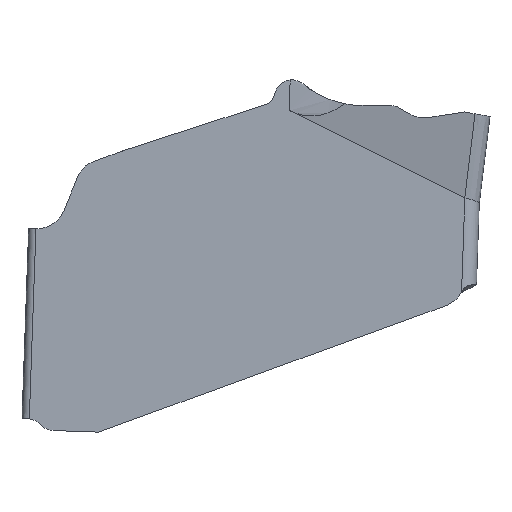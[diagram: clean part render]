
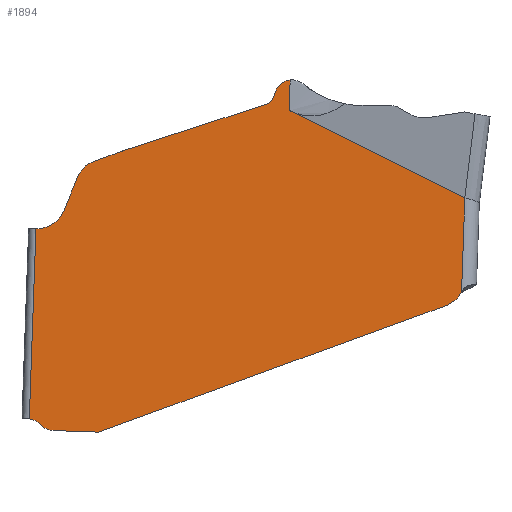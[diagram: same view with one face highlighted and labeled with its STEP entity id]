
A CAD part, left-side view. The second image highlights one B-rep face of the part: STEP entity #1894.
In plain terms, the highlighted planar face has unit normal (-1, 0, 0).
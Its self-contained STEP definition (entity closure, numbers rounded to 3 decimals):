
#153=CARTESIAN_POINT('',(-2.2,0.69,-2.226));
#154=CARTESIAN_POINT('',(-2.2,0.689,-2.226));
#155=CARTESIAN_POINT('',(-2.2,0.689,-2.226));
#156=CARTESIAN_POINT('',(-2.2,0.689,-2.226));
#157=CARTESIAN_POINT('',(-2.2,0.688,-2.226));
#158=CARTESIAN_POINT('',(-2.2,0.688,-2.226));
#306=CARTESIAN_POINT('',(-2.2,11.925,-8.089));
#307=DIRECTION('',(-1.,0.,0.));
#308=DIRECTION('',(0.,0.738,-0.675));
#309=AXIS2_PLACEMENT_3D('',#306,#307,#308);
#314=CARTESIAN_POINT('',(-2.2,12.664,-8.763));
#315=DIRECTION('',(1.,0.,0.));
#316=DIRECTION('',(0.,-0.135,0.991));
#317=AXIS2_PLACEMENT_3D('',#314,#315,#316);
#322=CARTESIAN_POINT('',(-2.2,12.387,-2.269));
#323=DIRECTION('',(1.,0.,0.));
#324=DIRECTION('',(0.,-0.927,-0.375));
#325=AXIS2_PLACEMENT_3D('',#322,#323,#324);
#330=DIRECTION('',(0.,0.375,-0.927));
#331=VECTOR('',#330,0.964);
#332=CARTESIAN_POINT('',(-2.2,11.284,-1.675));
#333=LINE('',#332,#331);
#337=CARTESIAN_POINT('',(-2.2,10.542,-1.975));
#338=DIRECTION('',(-1.,0.,0.));
#339=DIRECTION('',(0.,0.342,0.94));
#340=AXIS2_PLACEMENT_3D('',#337,#338,#339);
#345=DIRECTION('',(0.,0.94,-0.342));
#346=VECTOR('',#345,0.783);
#347=CARTESIAN_POINT('',(-2.2,10.08,-0.955));
#348=LINE('',#347,#346);
#352=CARTESIAN_POINT('',(-2.2,9.738,-1.895));
#353=DIRECTION('',(-1.,0.,0.));
#354=DIRECTION('',(0.,0.309,0.951));
#355=AXIS2_PLACEMENT_3D('',#352,#353,#354);
#360=DIRECTION('',(0.,0.951,-0.309));
#361=VECTOR('',#360,4.159);
#362=CARTESIAN_POINT('',(-2.2,6.092,0.341));
#363=LINE('',#362,#361);
#367=CARTESIAN_POINT('',(-2.2,6.169,0.579));
#368=DIRECTION('',(1.,0.,0.));
#369=DIRECTION('',(0.,-0.94,-0.342));
#370=AXIS2_PLACEMENT_3D('',#367,#368,#369);
#375=DIRECTION('',(0.,0.342,-0.94));
#376=VECTOR('',#375,0.206);
#377=CARTESIAN_POINT('',(-2.2,5.864,0.687));
#378=LINE('',#377,#376);
#382=CARTESIAN_POINT('',(-2.2,5.417,0.525));
#383=DIRECTION('',(-1.,0.,0.));
#384=DIRECTION('',(0.,0.098,0.995));
#385=AXIS2_PLACEMENT_3D('',#382,#383,#384);
#390=DIRECTION('',(0.,0.895,0.445));
#391=VECTOR('',#390,5.364);
#392=CARTESIAN_POINT('',(-2.2,0.69,-2.226));
#393=LINE('',#392,#391);
#397=DIRECTION('',(0.,-0.5,0.866));
#398=VECTOR('',#397,0.004);
#399=CARTESIAN_POINT('',(-2.2,0.781,-4.821));
#400=LINE('',#399,#398);
#404=CARTESIAN_POINT('',(-2.2,1.474,-4.421));
#405=DIRECTION('',(-1.,0.,0.));
#406=DIRECTION('',(0.,-0.342,-0.94));
#407=AXIS2_PLACEMENT_3D('',#404,#405,#406);
#412=DIRECTION('',(0.,-0.94,0.342));
#413=VECTOR('',#412,3.81);
#414=CARTESIAN_POINT('',(-2.2,4.781,-6.476));
#415=LINE('',#414,#413);
#419=DIRECTION('',(0.,-0.94,0.342));
#420=VECTOR('',#419,2.586);
#421=CARTESIAN_POINT('',(-2.2,7.211,-7.36));
#422=LINE('',#421,#420);
#426=DIRECTION('',(0.,-0.94,0.342));
#427=VECTOR('',#426,3.718);
#428=CARTESIAN_POINT('',(-2.2,10.704,-8.632));
#429=LINE('',#428,#427);
#433=DIRECTION('',(0.,-0.999,-0.035));
#434=VECTOR('',#433,1.239);
#435=CARTESIAN_POINT('',(-2.2,11.943,-8.588));
#436=LINE('',#435,#434);
#683=DIRECTION('',(0.,-0.035,0.999));
#684=VECTOR('',#683,5.202);
#685=CARTESIAN_POINT('',(-2.2,12.596,-8.268));
#686=LINE('',#685,#684);
#1080=DIRECTION('',(0.,0.035,-0.999));
#1081=VECTOR('',#1080,2.592);
#1082=CARTESIAN_POINT('',(-2.2,0.688,-2.226));
#1083=LINE('',#1082,#1081);
#1247=CARTESIAN_POINT('',(-2.2,5.493,0.162));
#1255=DIRECTION('',(0.,0.035,-0.999));
#1256=VECTOR('',#1255,0.836);
#1257=CARTESIAN_POINT('',(-2.2,5.464,
0.998));
#1258=LINE('',#1257,#1256);
#1299=VERTEX_POINT('',#1247);
#1300=CARTESIAN_POINT('',(-2.2,0.69,-2.226));
#1301=VERTEX_POINT('',#1300);
#1302=VERTEX_POINT('',#158);
#1316=CARTESIAN_POINT('',(-2.2,0.781,-4.821));
#1318=VERTEX_POINT('',#1316);
#1330=CARTESIAN_POINT('',(-2.2,0.779,
-4.817));
#1331=VERTEX_POINT('',#1330);
#1332=CARTESIAN_POINT('',(-2.2,12.294,-8.426));
#1333=CARTESIAN_POINT('',(-2.2,11.943,-8.588));
#1334=VERTEX_POINT('',#1332);
#1335=VERTEX_POINT('',#1333);
#1336=CARTESIAN_POINT('',(-2.2,10.704,-8.632));
#1337=VERTEX_POINT('',#1336);
#1338=CARTESIAN_POINT('',(-2.2,7.211,-7.36));
#1339=VERTEX_POINT('',#1338);
#1340=CARTESIAN_POINT('',(-2.2,4.781,-6.476));
#1341=VERTEX_POINT('',#1340);
#1342=CARTESIAN_POINT('',(-2.2,1.2,-5.172));
#1343=VERTEX_POINT('',#1342);
#1344=CARTESIAN_POINT('',(-2.2,5.464,
0.998));
#1345=VERTEX_POINT('',#1344);
#1346=CARTESIAN_POINT('',(-2.2,5.864,0.687));
#1347=VERTEX_POINT('',#1346);
#1348=CARTESIAN_POINT('',(-2.2,5.934,0.493));
#1349=VERTEX_POINT('',#1348);
#1350=CARTESIAN_POINT('',(-2.2,6.092,0.341));
#1351=VERTEX_POINT('',#1350);
#1352=CARTESIAN_POINT('',(-2.2,10.047,-0.944));
#1353=VERTEX_POINT('',#1352);
#1354=CARTESIAN_POINT('',(-2.2,10.08,-0.955));
#1355=VERTEX_POINT('',#1354);
#1356=CARTESIAN_POINT('',(-2.2,10.816,-1.223));
#1357=VERTEX_POINT('',#1356);
#1358=CARTESIAN_POINT('',(-2.2,11.284,-1.675));
#1359=VERTEX_POINT('',#1358);
#1360=CARTESIAN_POINT('',(-2.2,11.645,-2.569));
#1361=VERTEX_POINT('',#1360);
#1362=CARTESIAN_POINT('',(-2.2,12.415,-3.069));
#1363=VERTEX_POINT('',#1362);
#1364=CARTESIAN_POINT('',(-2.2,12.596,-8.268));
#1365=VERTEX_POINT('',#1364);
#1846=CARTESIAN_POINT('',(-2.2,12.265,1.206));
#1847=DIRECTION('',(-1.,0.,0.));
#1848=DIRECTION('',(0.,0.999,0.035));
#1849=AXIS2_PLACEMENT_3D('',#1846,#1847,#1848);
#1850=PLANE('',#1849);
#1852=ORIENTED_EDGE('',*,*,#1851,.F.);
#1854=ORIENTED_EDGE('',*,*,#1853,.F.);
#1856=ORIENTED_EDGE('',*,*,#1855,.T.);
#1858=ORIENTED_EDGE('',*,*,#1857,.F.);
#1860=ORIENTED_EDGE('',*,*,#1859,.F.);
#1862=ORIENTED_EDGE('',*,*,#1861,.F.);
#1864=ORIENTED_EDGE('',*,*,#1863,.F.);
#1866=ORIENTED_EDGE('',*,*,#1865,.F.);
#1868=ORIENTED_EDGE('',*,*,#1867,.F.);
#1870=ORIENTED_EDGE('',*,*,#1869,.F.);
#1872=ORIENTED_EDGE('',*,*,#1871,.F.);
#1873=ORIENTED_EDGE('',*,*,#1825,.F.);
#1875=ORIENTED_EDGE('',*,*,#1874,.T.);
#1876=ORIENTED_EDGE('',*,*,#1577,.F.);
#1877=ORIENTED_EDGE('',*,*,#1550,.T.);
#1879=ORIENTED_EDGE('',*,*,#1878,.T.);
#1881=ORIENTED_EDGE('',*,*,#1880,.F.);
#1883=ORIENTED_EDGE('',*,*,#1882,.F.);
#1885=ORIENTED_EDGE('',*,*,#1884,.F.);
#1887=ORIENTED_EDGE('',*,*,#1886,.F.);
#1889=ORIENTED_EDGE('',*,*,#1888,.F.);
#1891=ORIENTED_EDGE('',*,*,#1890,.F.);
#1892=EDGE_LOOP('',(#1852,#1854,#1856,#1858,#1860,#1862,#1864,#1866,#1868,#1870,
#1872,#1873,#1875,#1876,#1877,#1879,#1881,#1883,#1885,#1887,#1889,#1891));
#1893=FACE_OUTER_BOUND('',#1892,.F.);
#159=B_SPLINE_CURVE_WITH_KNOTS('',3,(#153,#154,#155,#156,#157,#158),
.UNSPECIFIED.,.F.,.F.,(4,1,1,4),(0.,0.333,0.667,1.),
.UNSPECIFIED.);
#310=CIRCLE('',#309,0.5);
#318=CIRCLE('',#317,0.5);
#326=CIRCLE('',#325,0.8);
#341=CIRCLE('',#340,0.8);
#356=CIRCLE('',#355,1.);
#371=CIRCLE('',#370,0.25);
#386=CIRCLE('',#385,0.475);
#408=CIRCLE('',#407,0.8);
#1550=EDGE_CURVE('',#1301,#1302,#159,.T.);
#1577=EDGE_CURVE('',#1301,#1299,#393,.T.);
#1825=EDGE_CURVE('',#1345,#1347,#386,.T.);
#1851=EDGE_CURVE('',#1334,#1335,#310,.T.);
#1853=EDGE_CURVE('',#1365,#1334,#318,.T.);
#1855=EDGE_CURVE('',#1365,#1363,#686,.T.);
#1857=EDGE_CURVE('',#1361,#1363,#326,.T.);
#1859=EDGE_CURVE('',#1359,#1361,#333,.T.);
#1861=EDGE_CURVE('',#1357,#1359,#341,.T.);
#1863=EDGE_CURVE('',#1355,#1357,#348,.T.);
#1865=EDGE_CURVE('',#1353,#1355,#356,.T.);
#1867=EDGE_CURVE('',#1351,#1353,#363,.T.);
#1869=EDGE_CURVE('',#1349,#1351,#371,.T.);
#1871=EDGE_CURVE('',#1347,#1349,#378,.T.);
#1874=EDGE_CURVE('',#1345,#1299,#1258,.T.);
#1878=EDGE_CURVE('',#1302,#1331,#1083,.T.);
#1880=EDGE_CURVE('',#1318,#1331,#400,.T.);
#1882=EDGE_CURVE('',#1343,#1318,#408,.T.);
#1884=EDGE_CURVE('',#1341,#1343,#415,.T.);
#1886=EDGE_CURVE('',#1339,#1341,#422,.T.);
#1888=EDGE_CURVE('',#1337,#1339,#429,.T.);
#1890=EDGE_CURVE('',#1335,#1337,#436,.T.);
#1894=ADVANCED_FACE('',(#1893),#1850,.T.);
